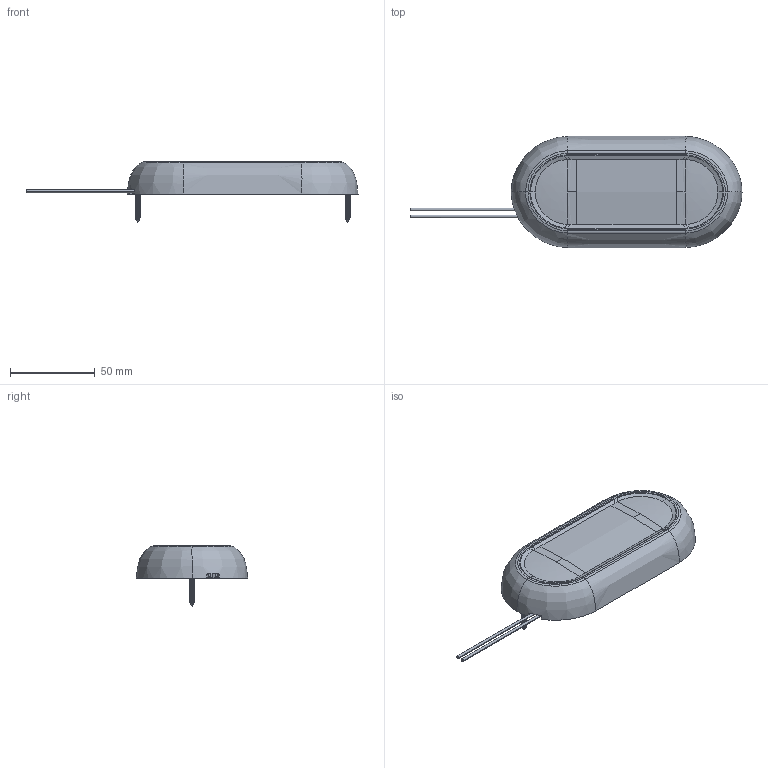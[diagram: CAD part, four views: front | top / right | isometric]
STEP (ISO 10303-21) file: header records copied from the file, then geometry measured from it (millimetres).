
FILE_DESCRIPTION((''),'2;1');
FILE_NAME('9102-001_ASM_ASM','2022-09-27T',('Administrator'),(''),'CREO PARAMETRIC BY PTC INC, 2015380','CREO PARAMETRIC BY PTC INC, 2015380','');
FILE_SCHEMA(('AUTOMOTIVE_DESIGN { 1 0 10303 214 1 1 1 1 }'));
Length unit declared in the file: millimetre
Products named in the file (13): SM9102-001-004_99_1; M3X5-5-S_1_1; SM9102-001-007_46_1; ST2-9X20_3_1; SM9102-001-001_33_1; SM9102-001-002_6_1; SM9102-COVER-001-D_ASM_5_ASM_1_ASM; BLACK-LINE_4_1; WHITE-LINE_3_1; LINEZU_ASM_4_ASM_1_ASM; A-SM9102-0001_ASM_1_ASM; SM9102-CHUOMO-PCB; 9102-001_ASM_ASM
Assembly tree (14 placements, depth 4):
  9102-001_ASM_ASM
    A-SM9102-0001_ASM_1_ASM
      SM9102-001-004_99_1
      M3X5-5-S_1_1  x2
      SM9102-001-007_46_1
      ST2-9X20_3_1  x2
      SM9102-COVER-001-D_ASM_5_ASM_1_ASM
        SM9102-001-001_33_1
        SM9102-001-002_6_1
      LINEZU_ASM_4_ASM_1_ASM
        BLACK-LINE_4_1
        WHITE-LINE_3_1
    SM9102-CHUOMO-PCB
Bounding box: 196.19 x 65.66 x 35.53 mm (x, y, z)
Volume: 68572.6 mm3; surface area: 76859.7 mm2
Topology: 11 solids, 11 shells, 1458 faces, 3727 edges, 2325 vertices
Faces by surface type: plane 435, cone 427, cylinder 322, bspline 140, extrusion 65, torus 63, sphere 6
Entity records: 53260 total; most frequent: CARTESIAN_POINT 19202, ORIENTED_EDGE 6064, DIRECTION 5110, EDGE_CURVE 3032, PRESENTATION_STYLE_ASSIGNMENT 2030, STYLED_ITEM 2012, CURVE_STYLE 2006, VERTEX_POINT 1944
